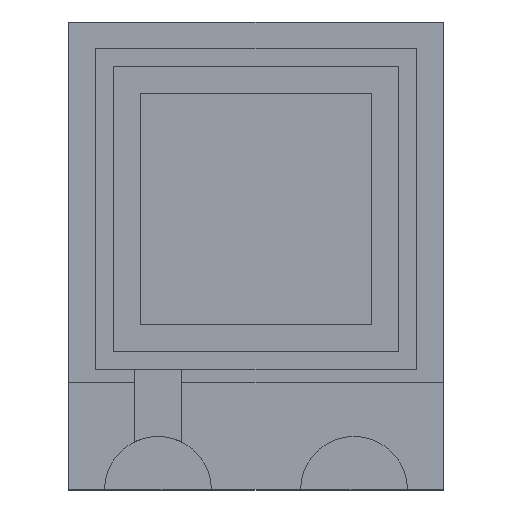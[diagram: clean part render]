
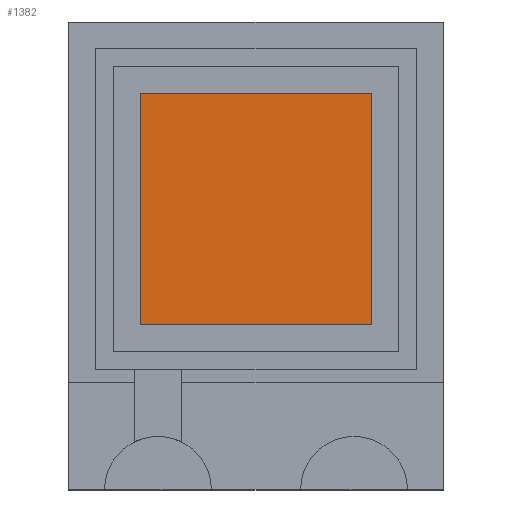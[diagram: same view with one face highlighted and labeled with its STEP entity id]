
A CAD part, top view. The second image highlights one B-rep face of the part: STEP entity #1382.
In plain terms, the highlighted planar face has unit normal (0, 0, 1).
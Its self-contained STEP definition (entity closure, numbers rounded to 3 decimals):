
#73=FACE_OUTER_BOUND($,#161,.T.);
#161=EDGE_LOOP($,(#1009,#1010,#1011,#1012));
#275=LINE($,#2041,#455);
#279=LINE($,#2049,#459);
#282=LINE($,#2055,#462);
#285=LINE($,#2060,#465);
#455=VECTOR($,#1663,1.3);
#459=VECTOR($,#1669,1.3);
#462=VECTOR($,#1674,1.3);
#465=VECTOR($,#1679,1.3);
#619=VERTEX_POINT($,#2039);
#620=VERTEX_POINT($,#2040);
#623=VERTEX_POINT($,#2048);
#625=VERTEX_POINT($,#2054);
#759=EDGE_CURVE($,#619,#620,#275,.T.);
#763=EDGE_CURVE($,#620,#623,#279,.T.);
#766=EDGE_CURVE($,#623,#625,#282,.T.);
#769=EDGE_CURVE($,#625,#619,#285,.T.);
#1009=ORIENTED_EDGE($,*,*,#769,.T.);
#1010=ORIENTED_EDGE($,*,*,#759,.T.);
#1011=ORIENTED_EDGE($,*,*,#763,.T.);
#1012=ORIENTED_EDGE($,*,*,#766,.T.);
#1297=PLANE($,#1497);
#1382=ADVANCED_FACE($,(#73),#1297,.T.);
#1497=AXIS2_PLACEMENT_3D($,#2062,#1681,#1682);
#1663=DIRECTION($,(1.,0.,0.));
#1669=DIRECTION($,(0.,1.,0.));
#1674=DIRECTION($,(-1.,0.,0.));
#1679=DIRECTION($,(0.,-1.,0.));
#1681=DIRECTION('center_axis',(0.,0.,1.));
#1682=DIRECTION('ref_axis',(1.,0.,0.));
#2039=CARTESIAN_POINT('',(-0.65,-0.388,0.7));
#2040=CARTESIAN_POINT('',(0.65,-0.388,0.7));
#2041=CARTESIAN_POINT($,(-0.65,-0.388,0.7));
#2048=CARTESIAN_POINT('',(0.65,0.913,0.7));
#2049=CARTESIAN_POINT($,(0.65,-0.388,0.7));
#2054=CARTESIAN_POINT('',(-0.65,0.913,0.7));
#2055=CARTESIAN_POINT($,(0.65,0.913,0.7));
#2060=CARTESIAN_POINT($,(-0.65,0.913,0.7));
#2062=CARTESIAN_POINT('Origin',(0.,0.263,0.7));
